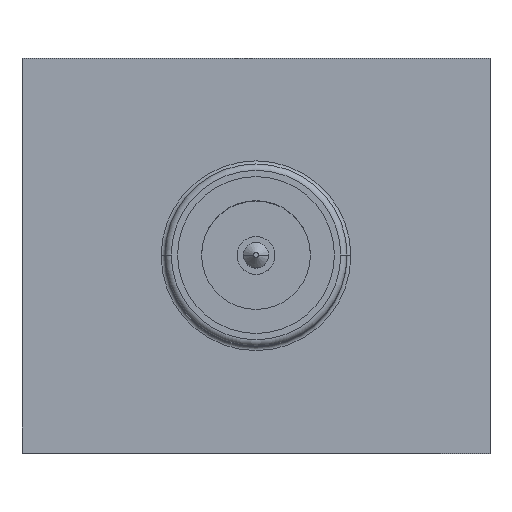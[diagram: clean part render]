
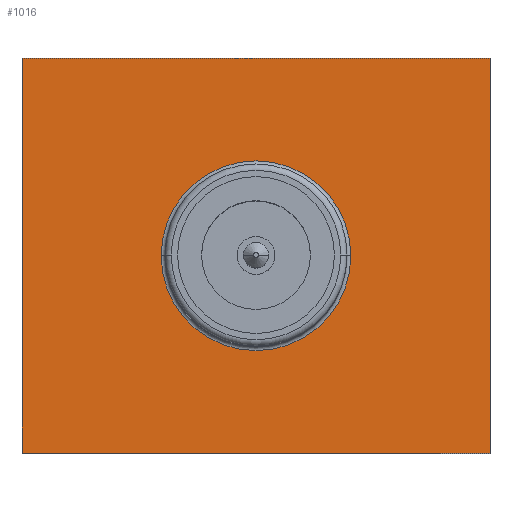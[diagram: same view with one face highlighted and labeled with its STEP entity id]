
A CAD part, top view. The second image highlights one B-rep face of the part: STEP entity #1016.
In plain terms, the highlighted planar face has unit normal (0, 0, 1).
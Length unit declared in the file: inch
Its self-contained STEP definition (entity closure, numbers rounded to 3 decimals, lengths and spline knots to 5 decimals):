
#15 = VERTEX_POINT ( 'NONE', #966 ) ;
#24 = VECTOR ( 'NONE', #1619, 39.37008 ) ;
#46 = FACE_BOUND ( 'NONE', #1327, .T. ) ;
#61 = VERTEX_POINT ( 'NONE', #601 ) ;
#67 = LINE ( 'NONE', #481, #24 ) ;
#109 = DIRECTION ( 'NONE',  ( 1., 0., 0. ) ) ;
#141 = VECTOR ( 'NONE', #929, 39.37008 ) ;
#187 = FACE_OUTER_BOUND ( 'NONE', #355, .T. ) ;
#189 = EDGE_CURVE ( 'NONE', #822, #61, #585, .T. ) ;
#200 = ORIENTED_EDGE ( 'NONE', *, *, #959, .F. ) ;
#204 = VERTEX_POINT ( 'NONE', #1765 ) ;
#226 = LINE ( 'NONE', #591, #1143 ) ;
#235 = DIRECTION ( 'NONE',  ( -1., 0., 0. ) ) ;
#284 = AXIS2_PLACEMENT_3D ( 'NONE', #917, #1336, #235 ) ;
#355 = EDGE_LOOP ( 'NONE', ( #1396, #200, #1212, #1517 ) ) ;
#357 = DIRECTION ( 'NONE',  ( 0., 0., 1. ) ) ;
#441 = CARTESIAN_POINT ( 'NONE',  ( -0.185, -0.156, 0.065 ) ) ;
#481 = CARTESIAN_POINT ( 'NONE',  ( 0.185, 0.156, 0.065 ) ) ;
#585 = CIRCLE ( 'NONE', #284, 0.075 ) ;
#591 = CARTESIAN_POINT ( 'NONE',  ( 0.185, -0.156, 0.065 ) ) ;
#601 = CARTESIAN_POINT ( 'NONE',  ( 0.075, 0., 0.065 ) ) ;
#616 = ORIENTED_EDGE ( 'NONE', *, *, #1513, .F. ) ;
#620 = DIRECTION ( 'NONE',  ( -1., 0., 0. ) ) ;
#665 = CARTESIAN_POINT ( 'NONE',  ( 0., 0., 0.065 ) ) ;
#694 = AXIS2_PLACEMENT_3D ( 'NONE', #665, #798, #109 ) ;
#767 = AXIS2_PLACEMENT_3D ( 'NONE', #918, #357, #1342 ) ;
#798 = DIRECTION ( 'NONE',  ( 0., 0., 1. ) ) ;
#802 = PLANE ( 'NONE',  #694 ) ;
#822 = VERTEX_POINT ( 'NONE', #1678 ) ;
#849 = DIRECTION ( 'NONE',  ( 0., -1., 0. ) ) ;
#858 = CARTESIAN_POINT ( 'NONE',  ( 0.185, -0.156, 0.065 ) ) ;
#894 = LINE ( 'NONE', #1347, #141 ) ;
#917 = CARTESIAN_POINT ( 'NONE',  ( 0., 0., 0.065 ) ) ;
#918 = CARTESIAN_POINT ( 'NONE',  ( 0., 0., 0.065 ) ) ;
#929 = DIRECTION ( 'NONE',  ( 0., 1., 0. ) ) ;
#959 = EDGE_CURVE ( 'NONE', #1329, #1368, #1611, .T. ) ;
#966 = CARTESIAN_POINT ( 'NONE',  ( -0.185, 0.156, 0.065 ) ) ;
#998 = EDGE_CURVE ( 'NONE', #15, #204, #67, .T. ) ;
#1016 = ADVANCED_FACE ( 'NONE', ( #46, #187 ), #802, .T. ) ;
#1143 = VECTOR ( 'NONE', #849, 39.37008 ) ;
#1212 = ORIENTED_EDGE ( 'NONE', *, *, #1364, .F. ) ;
#1217 = ORIENTED_EDGE ( 'NONE', *, *, #189, .F. ) ;
#1327 = EDGE_LOOP ( 'NONE', ( #1217, #616 ) ) ;
#1329 = VERTEX_POINT ( 'NONE', #858 ) ;
#1336 = DIRECTION ( 'NONE',  ( 0., 0., 1. ) ) ;
#1342 = DIRECTION ( 'NONE',  ( -1., 0., 0. ) ) ;
#1347 = CARTESIAN_POINT ( 'NONE',  ( -0.185, -0.156, 0.065 ) ) ;
#1356 = CIRCLE ( 'NONE', #767, 0.075 ) ;
#1364 = EDGE_CURVE ( 'NONE', #204, #1329, #226, .T. ) ;
#1368 = VERTEX_POINT ( 'NONE', #441 ) ;
#1396 = ORIENTED_EDGE ( 'NONE', *, *, #1660, .F. ) ;
#1461 = CARTESIAN_POINT ( 'NONE',  ( 0.185, -0.156, 0.065 ) ) ;
#1513 = EDGE_CURVE ( 'NONE', #61, #822, #1356, .T. ) ;
#1517 = ORIENTED_EDGE ( 'NONE', *, *, #998, .F. ) ;
#1564 = VECTOR ( 'NONE', #620, 39.37008 ) ;
#1611 = LINE ( 'NONE', #1461, #1564 ) ;
#1619 = DIRECTION ( 'NONE',  ( 1., 0., 0. ) ) ;
#1660 = EDGE_CURVE ( 'NONE', #1368, #15, #894, .T. ) ;
#1678 = CARTESIAN_POINT ( 'NONE',  ( -0.075, 0., 0.065 ) ) ;
#1765 = CARTESIAN_POINT ( 'NONE',  ( 0.185, 0.156, 0.065 ) ) ;
